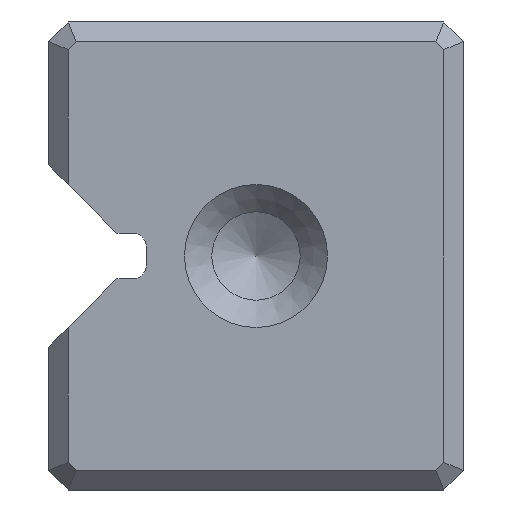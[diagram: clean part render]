
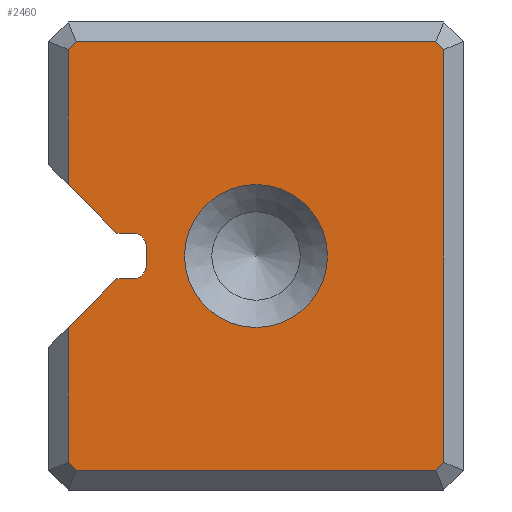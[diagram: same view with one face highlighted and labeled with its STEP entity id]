
A CAD part, left-side view. The second image highlights one B-rep face of the part: STEP entity #2460.
In plain terms, the highlighted planar face has unit normal (-1, 0, 0).
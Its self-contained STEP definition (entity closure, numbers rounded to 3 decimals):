
#2460=ADVANCED_FACE('',(#3298,#3299),#2816,.F.);
#2816=PLANE('',#8446);
#3051=CIRCLE('',#8443,5.5);
#3052=CIRCLE('',#8444,1.);
#3053=CIRCLE('',#8445,1.);
#3298=FACE_BOUND('',#3424,.T.);
#3299=FACE_BOUND('',#3425,.T.);
#3424=EDGE_LOOP('',(#4104));
#3425=EDGE_LOOP('',(#4105,#4106,#4107,#4108,#4109,#4110,#4111,#4112,#4113,
#4114,#4115,#4116,#4117,#4118,#4119,#4120));
#4104=ORIENTED_EDGE('',*,*,#6477,.T.);
#4105=ORIENTED_EDGE('',*,*,#6442,.F.);
#4106=ORIENTED_EDGE('',*,*,#6478,.T.);
#4107=ORIENTED_EDGE('',*,*,#6479,.T.);
#4108=ORIENTED_EDGE('',*,*,#6480,.T.);
#4109=ORIENTED_EDGE('',*,*,#6481,.T.);
#4110=ORIENTED_EDGE('',*,*,#6482,.T.);
#4111=ORIENTED_EDGE('',*,*,#6483,.T.);
#4112=ORIENTED_EDGE('',*,*,#6484,.T.);
#4113=ORIENTED_EDGE('',*,*,#6485,.T.);
#4114=ORIENTED_EDGE('',*,*,#6486,.T.);
#4115=ORIENTED_EDGE('',*,*,#6457,.F.);
#4116=ORIENTED_EDGE('',*,*,#6455,.F.);
#4117=ORIENTED_EDGE('',*,*,#6487,.T.);
#4118=ORIENTED_EDGE('',*,*,#6449,.F.);
#4119=ORIENTED_EDGE('',*,*,#6488,.T.);
#4120=ORIENTED_EDGE('',*,*,#6446,.F.);
#5839=VERTEX_POINT('',#10757);
#5840=VERTEX_POINT('',#10759);
#5843=VERTEX_POINT('',#10767);
#5845=VERTEX_POINT('',#10773);
#5846=VERTEX_POINT('',#10774);
#5851=VERTEX_POINT('',#10785);
#5852=VERTEX_POINT('',#10787);
#5853=VERTEX_POINT('',#10791);
#5868=VERTEX_POINT('',#10829);
#5869=VERTEX_POINT('',#10831);
#5870=VERTEX_POINT('',#10833);
#5871=VERTEX_POINT('',#10835);
#5872=VERTEX_POINT('',#10837);
#5873=VERTEX_POINT('',#10839);
#5874=VERTEX_POINT('',#10841);
#5875=VERTEX_POINT('',#10843);
#5876=VERTEX_POINT('',#10845);
#6442=EDGE_CURVE('',#5839,#5840,#7246,.T.);
#6446=EDGE_CURVE('',#5840,#5843,#7250,.T.);
#6449=EDGE_CURVE('',#5845,#5846,#7253,.T.);
#6455=EDGE_CURVE('',#5851,#5852,#7259,.T.);
#6457=EDGE_CURVE('',#5852,#5853,#7261,.T.);
#6477=EDGE_CURVE('',#5868,#5868,#3051,.T.);
#6478=EDGE_CURVE('',#5839,#5869,#7278,.T.);
#6479=EDGE_CURVE('',#5869,#5870,#7279,.T.);
#6480=EDGE_CURVE('',#5870,#5871,#7280,.T.);
#6481=EDGE_CURVE('',#5871,#5872,#7281,.T.);
#6482=EDGE_CURVE('',#5872,#5873,#7282,.T.);
#6483=EDGE_CURVE('',#5873,#5874,#7283,.T.);
#6484=EDGE_CURVE('',#5874,#5875,#7284,.T.);
#6485=EDGE_CURVE('',#5875,#5876,#7285,.T.);
#6486=EDGE_CURVE('',#5876,#5853,#7286,.T.);
#6487=EDGE_CURVE('',#5851,#5846,#3052,.T.);
#6488=EDGE_CURVE('',#5845,#5843,#3053,.T.);
#7246=LINE('',#10758,#7916);
#7250=LINE('',#10766,#7920);
#7253=LINE('',#10772,#7923);
#7259=LINE('',#10786,#7929);
#7261=LINE('',#10790,#7931);
#7278=LINE('',#10830,#7948);
#7279=LINE('',#10832,#7949);
#7280=LINE('',#10834,#7950);
#7281=LINE('',#10836,#7951);
#7282=LINE('',#10838,#7952);
#7283=LINE('',#10840,#7953);
#7284=LINE('',#10842,#7954);
#7285=LINE('',#10844,#7955);
#7286=LINE('',#10846,#7956);
#7916=VECTOR('',#8923,1.);
#7920=VECTOR('',#8929,1.);
#7923=VECTOR('',#8934,1.);
#7929=VECTOR('',#8942,1.);
#7931=VECTOR('',#8946,1.);
#7948=VECTOR('',#8977,1.);
#7949=VECTOR('',#8978,1.);
#7950=VECTOR('',#8979,1.);
#7951=VECTOR('',#8980,1.);
#7952=VECTOR('',#8981,1.);
#7953=VECTOR('',#8982,1.);
#7954=VECTOR('',#8983,1.);
#7955=VECTOR('',#8984,1.);
#7956=VECTOR('',#8985,1.);
#8443=AXIS2_PLACEMENT_3D('',#10828,#8975,#8976);
#8444=AXIS2_PLACEMENT_3D('',#10847,#8986,#8987);
#8445=AXIS2_PLACEMENT_3D('',#10848,#8988,#8989);
#8446=AXIS2_PLACEMENT_3D('',#10849,#8990,#8991);
#8923=DIRECTION('',(0.,-0.707,0.707));
#8929=DIRECTION('',(0.,-1.,0.));
#8934=DIRECTION('',(0.,0.,1.));
#8942=DIRECTION('',(0.,1.,0.));
#8946=DIRECTION('',(0.,0.707,0.707));
#8975=DIRECTION('',(1.,0.,0.));
#8976=DIRECTION('',(0.,0.,-1.));
#8977=DIRECTION('',(0.,0.,-1.));
#8978=DIRECTION('',(0.,-0.707,-0.707));
#8979=DIRECTION('',(0.,-1.,0.));
#8980=DIRECTION('',(0.,-0.707,0.707));
#8981=DIRECTION('',(0.,0.,1.));
#8982=DIRECTION('',(0.,0.707,0.707));
#8983=DIRECTION('',(0.,1.,0.));
#8984=DIRECTION('',(0.,0.707,-0.707));
#8985=DIRECTION('',(0.,0.,-1.));
#8986=DIRECTION('',(1.,0.,0.));
#8987=DIRECTION('',(0.,0.,-1.));
#8988=DIRECTION('',(1.,0.,0.));
#8989=DIRECTION('',(0.,0.,-1.));
#8990=DIRECTION('',(1.,0.,0.));
#8991=DIRECTION('',(0.,0.,1.));
#10757=CARTESIAN_POINT('',(-250.,14.45,12.493));
#10758=CARTESIAN_POINT('',(-250.,15.95,10.993));
#10759=CARTESIAN_POINT('',(-250.,10.693,16.25));
#10766=CARTESIAN_POINT('',(-250.,10.693,16.25));
#10767=CARTESIAN_POINT('',(-250.,9.45,16.25));
#10772=CARTESIAN_POINT('',(-250.,8.45,16.25));
#10773=CARTESIAN_POINT('',(-250.,8.45,17.25));
#10774=CARTESIAN_POINT('',(-250.,8.45,18.75));
#10785=CARTESIAN_POINT('',(-250.,9.45,19.75));
#10786=CARTESIAN_POINT('',(-250.,8.45,19.75));
#10787=CARTESIAN_POINT('',(-250.,10.693,19.75));
#10790=CARTESIAN_POINT('',(-250.,10.693,19.75));
#10791=CARTESIAN_POINT('',(-250.,14.45,23.507));
#10828=CARTESIAN_POINT('',(-250.,0.,18.));
#10829=CARTESIAN_POINT('',(-250.,0.,12.5));
#10830=CARTESIAN_POINT('',(-250.,14.45,0.));
#10831=CARTESIAN_POINT('',(-250.,14.45,2.121));
#10832=CARTESIAN_POINT('',(-250.,13.389,1.061));
#10833=CARTESIAN_POINT('',(-250.,13.829,1.5));
#10834=CARTESIAN_POINT('',(-250.,0.,1.5));
#10835=CARTESIAN_POINT('',(-250.,-13.829,1.5));
#10836=CARTESIAN_POINT('',(-250.,-14.889,2.561));
#10837=CARTESIAN_POINT('',(-250.,-14.45,2.121));
#10838=CARTESIAN_POINT('',(-250.,-14.45,0.));
#10839=CARTESIAN_POINT('',(-250.,-14.45,33.879));
#10840=CARTESIAN_POINT('',(-250.,-13.389,34.939));
#10841=CARTESIAN_POINT('',(-250.,-13.829,34.5));
#10842=CARTESIAN_POINT('',(-250.,0.,34.5));
#10843=CARTESIAN_POINT('',(-250.,13.829,34.5));
#10844=CARTESIAN_POINT('',(-250.,14.889,33.439));
#10845=CARTESIAN_POINT('',(-250.,14.45,33.879));
#10846=CARTESIAN_POINT('',(-250.,14.45,0.));
#10847=CARTESIAN_POINT('',(-250.,9.45,18.75));
#10848=CARTESIAN_POINT('',(-250.,9.45,17.25));
#10849=CARTESIAN_POINT('',(-250.,0.,0.));
